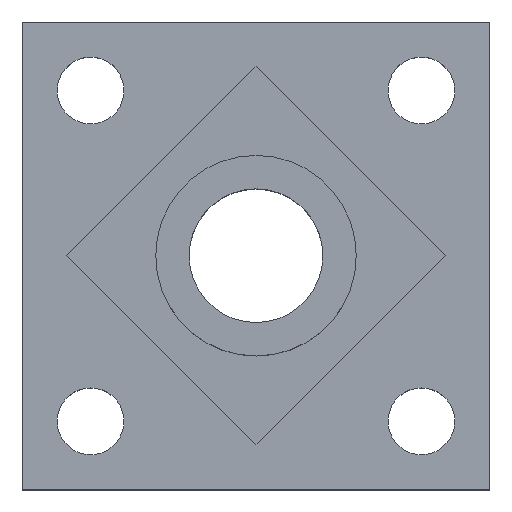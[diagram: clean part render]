
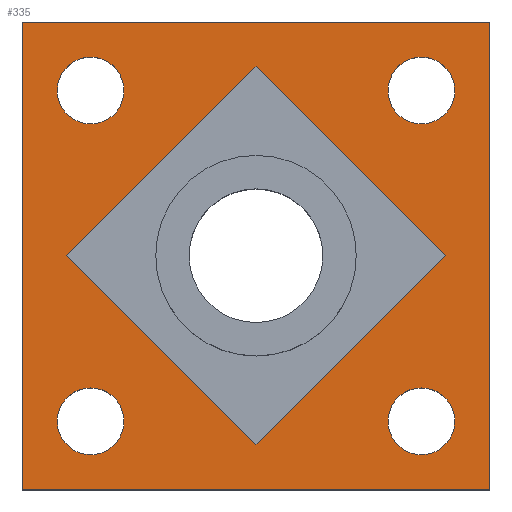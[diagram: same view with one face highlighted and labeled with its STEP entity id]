
A CAD part, top view. The second image highlights one B-rep face of the part: STEP entity #335.
In plain terms, the highlighted planar face has unit normal (0, 0, 1).
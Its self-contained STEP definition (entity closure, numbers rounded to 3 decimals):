
#17=FACE_BOUND('',#76,.T.);
#18=FACE_BOUND('',#77,.T.);
#19=FACE_BOUND('',#78,.T.);
#20=FACE_BOUND('',#79,.T.);
#21=FACE_BOUND('',#80,.T.);
#37=PLANE('',#379);
#55=FACE_OUTER_BOUND('',#75,.T.);
#75=EDGE_LOOP('',(#292,#293,#294,#295));
#76=EDGE_LOOP('',(#296));
#77=EDGE_LOOP('',(#297));
#78=EDGE_LOOP('',(#298));
#79=EDGE_LOOP('',(#299));
#80=EDGE_LOOP('',(#300,#301,#302,#303));
#93=LINE('',#514,#123);
#97=LINE('',#522,#127);
#100=LINE('',#528,#130);
#103=LINE('',#533,#133);
#105=LINE('',#539,#135);
#109=LINE('',#547,#139);
#112=LINE('',#553,#142);
#115=LINE('',#558,#145);
#123=VECTOR('',#429,10.);
#127=VECTOR('',#435,10.);
#130=VECTOR('',#440,10.);
#133=VECTOR('',#445,10.);
#135=VECTOR('',#451,10.);
#139=VECTOR('',#457,10.);
#142=VECTOR('',#462,10.);
#145=VECTOR('',#467,10.);
#147=CIRCLE('',#352,2.5);
#149=CIRCLE('',#355,2.5);
#151=CIRCLE('',#358,2.5);
#153=CIRCLE('',#361,2.5);
#159=VERTEX_POINT('',#475);
#161=VERTEX_POINT('',#481);
#163=VERTEX_POINT('',#487);
#165=VERTEX_POINT('',#493);
#171=VERTEX_POINT('',#512);
#172=VERTEX_POINT('',#513);
#175=VERTEX_POINT('',#521);
#177=VERTEX_POINT('',#527);
#179=VERTEX_POINT('',#537);
#180=VERTEX_POINT('',#538);
#183=VERTEX_POINT('',#546);
#185=VERTEX_POINT('',#552);
#187=EDGE_CURVE('',#159,#159,#147,.T.);
#190=EDGE_CURVE('',#161,#161,#149,.T.);
#193=EDGE_CURVE('',#163,#163,#151,.T.);
#196=EDGE_CURVE('',#165,#165,#153,.T.);
#205=EDGE_CURVE('',#171,#172,#93,.T.);
#209=EDGE_CURVE('',#172,#175,#97,.T.);
#212=EDGE_CURVE('',#175,#177,#100,.T.);
#215=EDGE_CURVE('',#177,#171,#103,.T.);
#217=EDGE_CURVE('',#179,#180,#105,.T.);
#221=EDGE_CURVE('',#183,#179,#109,.T.);
#224=EDGE_CURVE('',#185,#183,#112,.T.);
#227=EDGE_CURVE('',#180,#185,#115,.T.);
#292=ORIENTED_EDGE('',*,*,#227,.F.);
#293=ORIENTED_EDGE('',*,*,#217,.F.);
#294=ORIENTED_EDGE('',*,*,#221,.F.);
#295=ORIENTED_EDGE('',*,*,#224,.F.);
#296=ORIENTED_EDGE('',*,*,#187,.T.);
#297=ORIENTED_EDGE('',*,*,#190,.T.);
#298=ORIENTED_EDGE('',*,*,#193,.T.);
#299=ORIENTED_EDGE('',*,*,#196,.T.);
#300=ORIENTED_EDGE('',*,*,#205,.T.);
#301=ORIENTED_EDGE('',*,*,#209,.T.);
#302=ORIENTED_EDGE('',*,*,#212,.T.);
#303=ORIENTED_EDGE('',*,*,#215,.T.);
#335=ADVANCED_FACE('',(#55,#17,#18,#19,#20,#21),#37,.T.);
#352=AXIS2_PLACEMENT_3D('',#476,#385,#386);
#355=AXIS2_PLACEMENT_3D('',#482,#392,#393);
#358=AXIS2_PLACEMENT_3D('',#488,#399,#400);
#361=AXIS2_PLACEMENT_3D('',#494,#406,#407);
#379=AXIS2_PLACEMENT_3D('',#560,#469,#470);
#385=DIRECTION('center_axis',(0.,0.,-1.));
#386=DIRECTION('ref_axis',(1.,0.,0.));
#392=DIRECTION('center_axis',(0.,0.,-1.));
#393=DIRECTION('ref_axis',(1.,0.,0.));
#399=DIRECTION('center_axis',(0.,0.,-1.));
#400=DIRECTION('ref_axis',(1.,0.,0.));
#406=DIRECTION('center_axis',(0.,0.,-1.));
#407=DIRECTION('ref_axis',(1.,0.,0.));
#429=DIRECTION('',(-0.707,-0.707,0.));
#435=DIRECTION('',(-0.707,0.707,0.));
#440=DIRECTION('',(0.707,0.707,0.));
#445=DIRECTION('',(0.707,-0.707,0.));
#451=DIRECTION('',(0.,-1.,0.));
#457=DIRECTION('',(1.,0.,0.));
#462=DIRECTION('',(0.,1.,0.));
#467=DIRECTION('',(-1.,0.,0.));
#469=DIRECTION('center_axis',(0.,0.,1.));
#470=DIRECTION('ref_axis',(1.,0.,0.));
#475=CARTESIAN_POINT('',(-14.874,-12.374,0.));
#476=CARTESIAN_POINT('Origin',(-12.374,-12.374,0.));
#481=CARTESIAN_POINT('',(9.874,-12.374,0.));
#482=CARTESIAN_POINT('Origin',(12.374,-12.374,0.));
#487=CARTESIAN_POINT('',(-14.874,12.374,0.));
#488=CARTESIAN_POINT('Origin',(-12.374,12.374,0.));
#493=CARTESIAN_POINT('',(9.874,12.374,0.));
#494=CARTESIAN_POINT('Origin',(12.374,12.374,0.));
#512=CARTESIAN_POINT('',(14.142,0.,0.));
#513=CARTESIAN_POINT('',(0.,-14.142,0.));
#514=CARTESIAN_POINT('',(3.536,-10.607,0.));
#521=CARTESIAN_POINT('',(-14.142,0.,0.));
#522=CARTESIAN_POINT('',(-10.607,-3.536,0.));
#527=CARTESIAN_POINT('',(0.,14.142,0.));
#528=CARTESIAN_POINT('',(-3.536,10.607,0.));
#533=CARTESIAN_POINT('',(10.607,3.536,0.));
#537=CARTESIAN_POINT('',(17.5,17.5,0.));
#538=CARTESIAN_POINT('',(17.5,-17.5,0.));
#539=CARTESIAN_POINT('',(17.5,17.5,0.));
#546=CARTESIAN_POINT('',(-17.5,17.5,0.));
#547=CARTESIAN_POINT('',(-17.5,17.5,0.));
#552=CARTESIAN_POINT('',(-17.5,-17.5,0.));
#553=CARTESIAN_POINT('',(-17.5,-17.5,0.));
#558=CARTESIAN_POINT('',(17.5,-17.5,0.));
#560=CARTESIAN_POINT('Origin',(0.,0.,0.));
